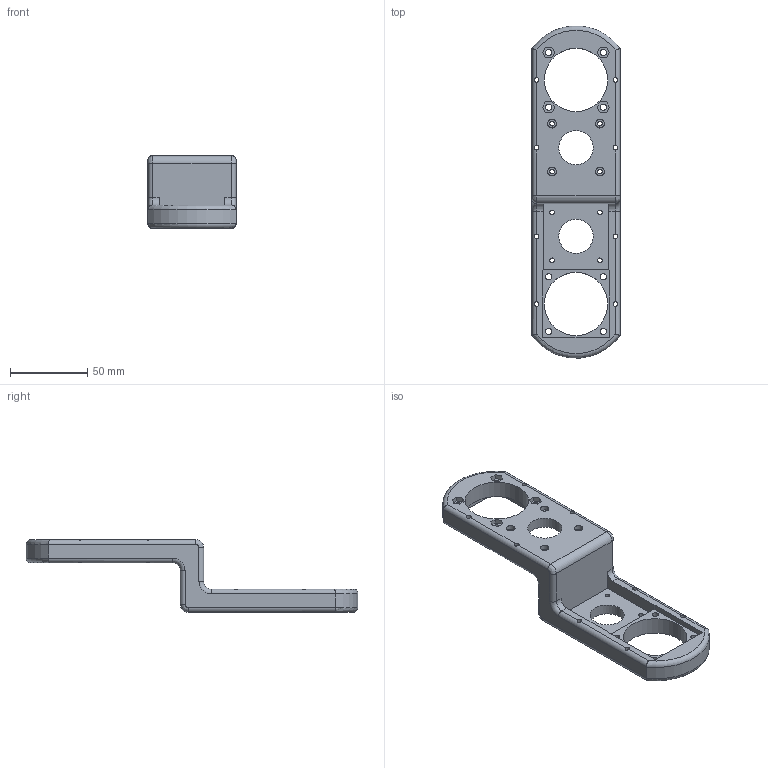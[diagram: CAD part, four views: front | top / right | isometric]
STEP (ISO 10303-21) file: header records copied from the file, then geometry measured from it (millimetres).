
FILE_DESCRIPTION(/* description */ (''),/* implementation_level */ '2;1');
FILE_NAME(/* name */ '',/* time_stamp */ '2023-09-24T10:31:25+08:00',/* author */ (''),/* organization */ (''),/* preprocessor_version */ 'ST-DEVELOPER v20',/* originating_system */ 'Autodesk Translation Framework v12.9.0.99',/* authorisation */ '');
FILE_SCHEMA (('AUTOMOTIVE_DESIGN { 1 0 10303 214 3 1 1 }'));
Length unit declared in the file: millimetre
Products named in the file (1): 连杆2 第二版
Bounding box: 57 x 214.67 x 47 mm (x, y, z)
Volume: 119669 mm3; surface area: 37207.2 mm2
Topology: 1 solids, 1 shells, 160 faces, 446 edges, 288 vertices
Faces by surface type: plane 92, cylinder 56, torus 8, bspline 4
Full cylindrical faces by diameter (mm): 3 x16, 4 x8, 5.6 x8, 22.2 x2, 41 x2
Entity records: 5595 total; most frequent: CARTESIAN_POINT 1315, ORIENTED_EDGE 892, DIRECTION 852, EDGE_CURVE 446, LINE 290, VECTOR 290, VERTEX_POINT 288, AXIS2_PLACEMENT_3D 281
